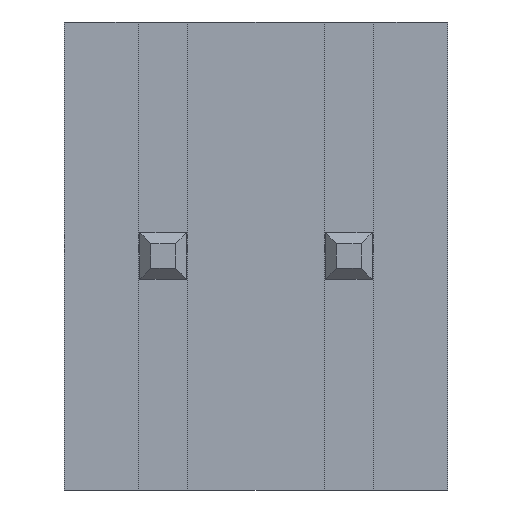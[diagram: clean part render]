
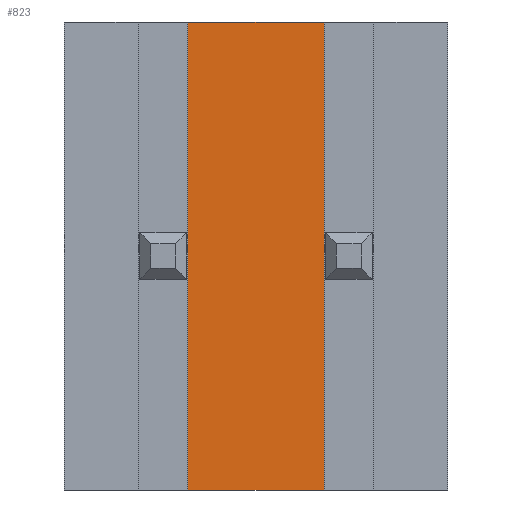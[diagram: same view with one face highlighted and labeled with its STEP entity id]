
A CAD part, front view. The second image highlights one B-rep face of the part: STEP entity #823.
In plain terms, the highlighted planar face has unit normal (0, -1, 0).
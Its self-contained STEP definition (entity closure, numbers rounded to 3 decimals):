
#36=FACE_OUTER_BOUND('',#86,.T.);
#86=EDGE_LOOP('',(#568,#569,#570,#571));
#132=LINE('',#1174,#242);
#138=LINE('',#1186,#248);
#154=LINE('',#1217,#264);
#155=LINE('',#1218,#265);
#242=VECTOR('',#947,10.);
#248=VECTOR('',#957,10.);
#264=VECTOR('',#983,10.);
#265=VECTOR('',#984,10.);
#352=VERTEX_POINT('',#1172);
#353=VERTEX_POINT('',#1173);
#356=VERTEX_POINT('',#1184);
#357=VERTEX_POINT('',#1185);
#424=EDGE_CURVE('',#352,#353,#132,.T.);
#430=EDGE_CURVE('',#356,#357,#138,.T.);
#446=EDGE_CURVE('',#353,#356,#154,.T.);
#447=EDGE_CURVE('',#357,#352,#155,.T.);
#568=ORIENTED_EDGE('',*,*,#424,.T.);
#569=ORIENTED_EDGE('',*,*,#446,.T.);
#570=ORIENTED_EDGE('',*,*,#430,.T.);
#571=ORIENTED_EDGE('',*,*,#447,.T.);
#776=PLANE('',#889);
#823=ADVANCED_FACE('',(#36),#776,.F.);
#889=AXIS2_PLACEMENT_3D('',#1216,#981,#982);
#947=DIRECTION('',(0.,0.,1.));
#957=DIRECTION('',(0.,0.,-1.));
#981=DIRECTION('center_axis',(0.,1.,0.));
#982=DIRECTION('ref_axis',(1.,0.,0.));
#983=DIRECTION('',(-1.,0.,0.));
#984=DIRECTION('',(1.,0.,0.));
#1172=CARTESIAN_POINT('',(0.93,0.,-3.2));
#1173=CARTESIAN_POINT('',(0.93,0.,3.2));
#1174=CARTESIAN_POINT('',(0.93,0.,-1.6));
#1184=CARTESIAN_POINT('',(-0.93,0.,3.2));
#1185=CARTESIAN_POINT('',(-0.93,0.,-3.2));
#1186=CARTESIAN_POINT('',(-0.93,0.,1.6));
#1216=CARTESIAN_POINT('Origin',(0.,0.,0.));
#1217=CARTESIAN_POINT('',(2.62,0.,3.2));
#1218=CARTESIAN_POINT('',(-2.62,0.,-3.2));
